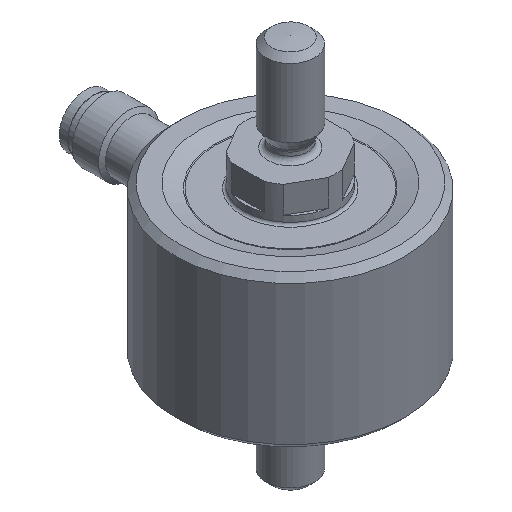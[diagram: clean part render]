
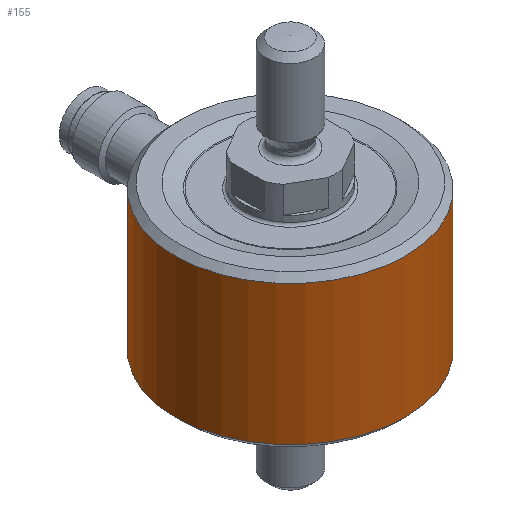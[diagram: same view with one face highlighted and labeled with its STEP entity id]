
A CAD part, isometric view. The second image highlights one B-rep face of the part: STEP entity #155.
In plain terms, the highlighted cylindrical face has radius 9.5 mm (diameter 19 mm), a full revolution.
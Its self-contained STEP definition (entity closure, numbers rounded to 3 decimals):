
#155 = ADVANCED_FACE( '', ( #383, #384, #385 ), #386, .T. );
#383 = FACE_BOUND( '', #711, .T. );
#384 = FACE_OUTER_BOUND( '', #712, .T. );
#385 = FACE_OUTER_BOUND( '', #713, .T. );
#386 = CYLINDRICAL_SURFACE( '', #714, 9.5 );
#711 = EDGE_LOOP( '', ( #1110 ) );
#712 = EDGE_LOOP( '', ( #1111 ) );
#713 = EDGE_LOOP( '', ( #1112 ) );
#714 = AXIS2_PLACEMENT_3D( '', #1113, #1114, #1115 );
#1110 = ORIENTED_EDGE( '', *, *, #1623, .F. );
#1111 = ORIENTED_EDGE( '', *, *, #1624, .T. );
#1112 = ORIENTED_EDGE( '', *, *, #1625, .T. );
#1113 = CARTESIAN_POINT( '', ( 0., 0., 13.5 ) );
#1114 = DIRECTION( '', ( 0., 0., -1. ) );
#1115 = DIRECTION( '', ( -1., 0., 0. ) );
#1623 = EDGE_CURVE( '', #1893, #1893, #1894, .T. );
#1624 = EDGE_CURVE( '', #1895, #1895, #1896, .T. );
#1625 = EDGE_CURVE( '', #1897, #1897, #1898, .F. );
#1893 = VERTEX_POINT( '', #2233 );
#1894 = B_SPLINE_CURVE_WITH_KNOTS( '', 3, ( #2234, #2235, #2236, #2237, #2238, #2239, #2240, #2241, #2242, #2243, #2244, #2245, #2246, #2247, #2248, #2249, #2250, #2251, #2252, #2253, #2254, #2255, #2256, #2257, #2258, #2259, #2260, #2261, #2262, #2263, #2264, #2265, #2266, #2267, #2268, #2269, #2270, #2271, #2272, #2273, #2274, #2275, #2276, #2277, #2278, #2279, #2280, #2281, #2282, #2283, #2284, #2285, #2286, #2287, #2288, #2289 ), .UNSPECIFIED., .T., .F., ( 2, 2, 2, 2, 2, 2, 2, 2, 2, 2, 2, 2, 2, 2, 2, 2, 2, 2, 2, 2, 2, 2, 2, 2, 2, 2, 2, 2, 2, 2 ), ( 0., 0., 0., 0.001, 0.001, 0.002, 0.002, 0.003, 0.003, 0.004, 0.004, 0.005, 0.005, 0.006, 0.006, 0.007, 0.007, 0.008, 0.008, 0.009, 0.009, 0.01, 0.01, 0.011, 0.011, 0.012, 0.012, 0.013, 0.013, 0.014 ), .UNSPECIFIED. );
#1895 = VERTEX_POINT( '', #2290 );
#1896 = CIRCLE( '', #2291, 9.5 );
#1897 = VERTEX_POINT( '', #2292 );
#1898 = CIRCLE( '', #2293, 9.5 );
#2233 = CARTESIAN_POINT( '', ( 0., 9.5, 9.125 ) );
#2234 = CARTESIAN_POINT( '', ( -0.141, 9.5, 9.125 ) );
#2235 = CARTESIAN_POINT( '', ( 0.141, 9.5, 9.125 ) );
#2236 = CARTESIAN_POINT( '', ( 0.279, 9.497, 9.111 ) );
#2237 = CARTESIAN_POINT( '', ( 0.551, 9.485, 9.057 ) );
#2238 = CARTESIAN_POINT( '', ( 0.687, 9.476, 9.016 ) );
#2239 = CARTESIAN_POINT( '', ( 0.944, 9.454, 8.909 ) );
#2240 = CARTESIAN_POINT( '', ( 1.066, 9.441, 8.844 ) );
#2241 = CARTESIAN_POINT( '', ( 1.296, 9.412, 8.689 ) );
#2242 = CARTESIAN_POINT( '', ( 1.405, 9.396, 8.6 ) );
#2243 = CARTESIAN_POINT( '', ( 1.698, 9.349, 8.307 ) );
#2244 = CARTESIAN_POINT( '', ( 1.856, 9.318, 8.071 ) );
#2245 = CARTESIAN_POINT( '', ( 2.015, 9.284, 7.687 ) );
#2246 = CARTESIAN_POINT( '', ( 2.057, 9.275, 7.553 ) );
#2247 = CARTESIAN_POINT( '', ( 2.111, 9.262, 7.279 ) );
#2248 = CARTESIAN_POINT( '', ( 2.125, 9.259, 7.14 ) );
#2249 = CARTESIAN_POINT( '', ( 2.125, 9.259, 6.862 ) );
#2250 = CARTESIAN_POINT( '', ( 2.111, 9.262, 6.721 ) );
#2251 = CARTESIAN_POINT( '', ( 2.057, 9.275, 6.448 ) );
#2252 = CARTESIAN_POINT( '', ( 2.017, 9.284, 6.315 ) );
#2253 = CARTESIAN_POINT( '', ( 1.856, 9.318, 5.929 ) );
#2254 = CARTESIAN_POINT( '', ( 1.7, 9.349, 5.695 ) );
#2255 = CARTESIAN_POINT( '', ( 1.404, 9.396, 5.399 ) );
#2256 = CARTESIAN_POINT( '', ( 1.297, 9.412, 5.311 ) );
#2257 = CARTESIAN_POINT( '', ( 1.068, 9.441, 5.158 ) );
#2258 = CARTESIAN_POINT( '', ( 0.943, 9.454, 5.091 ) );
#2259 = CARTESIAN_POINT( '', ( 0.687, 9.476, 4.984 ) );
#2260 = CARTESIAN_POINT( '', ( 0.554, 9.485, 4.944 ) );
#2261 = CARTESIAN_POINT( '', ( 0.281, 9.497, 4.889 ) );
#2262 = CARTESIAN_POINT( '', ( 0.14, 9.5, 4.875 ) );
#2263 = CARTESIAN_POINT( '', ( -0.277, 9.5, 4.875 ) );
#2264 = CARTESIAN_POINT( '', ( -0.557, 9.487, 4.931 ) );
#2265 = CARTESIAN_POINT( '', ( -0.941, 9.454, 5.09 ) );
#2266 = CARTESIAN_POINT( '', ( -1.066, 9.441, 5.156 ) );
#2267 = CARTESIAN_POINT( '', ( -1.297, 9.412, 5.311 ) );
#2268 = CARTESIAN_POINT( '', ( -1.403, 9.396, 5.398 ) );
#2269 = CARTESIAN_POINT( '', ( -1.599, 9.365, 5.594 ) );
#2270 = CARTESIAN_POINT( '', ( -1.689, 9.349, 5.703 ) );
#2271 = CARTESIAN_POINT( '', ( -1.843, 9.32, 5.933 ) );
#2272 = CARTESIAN_POINT( '', ( -1.908, 9.307, 6.055 ) );
#2273 = CARTESIAN_POINT( '', ( -2.069, 9.273, 6.442 ) );
#2274 = CARTESIAN_POINT( '', ( -2.125, 9.259, 6.718 ) );
#2275 = CARTESIAN_POINT( '', ( -2.125, 9.259, 7.139 ) );
#2276 = CARTESIAN_POINT( '', ( -2.111, 9.262, 7.277 ) );
#2277 = CARTESIAN_POINT( '', ( -2.057, 9.275, 7.55 ) );
#2278 = CARTESIAN_POINT( '', ( -2.016, 9.284, 7.685 ) );
#2279 = CARTESIAN_POINT( '', ( -1.91, 9.306, 7.942 ) );
#2280 = CARTESIAN_POINT( '', ( -1.845, 9.32, 8.064 ) );
#2281 = CARTESIAN_POINT( '', ( -1.69, 9.349, 8.296 ) );
#2282 = CARTESIAN_POINT( '', ( -1.601, 9.365, 8.404 ) );
#2283 = CARTESIAN_POINT( '', ( -1.309, 9.412, 8.697 ) );
#2284 = CARTESIAN_POINT( '', ( -1.072, 9.443, 8.855 ) );
#2285 = CARTESIAN_POINT( '', ( -0.689, 9.476, 9.015 ) );
#2286 = CARTESIAN_POINT( '', ( -0.554, 9.485, 9.056 ) );
#2287 = CARTESIAN_POINT( '', ( -0.28, 9.497, 9.111 ) );
#2288 = CARTESIAN_POINT( '', ( -0.141, 9.5, 9.125 ) );
#2289 = CARTESIAN_POINT( '', ( 0.141, 9.5, 9.125 ) );
#2290 = CARTESIAN_POINT( '', ( 9.5, 0., 10.5 ) );
#2291 = AXIS2_PLACEMENT_3D( '', #2617, #2618, #2619 );
#2292 = CARTESIAN_POINT( '', ( 9.5, 0., -1. ) );
#2293 = AXIS2_PLACEMENT_3D( '', #2620, #2621, #2622 );
#2617 = CARTESIAN_POINT( '', ( 0., 0., 10.5 ) );
#2618 = DIRECTION( '', ( 0., 0., -1. ) );
#2619 = DIRECTION( '', ( 1., 0., 0. ) );
#2620 = CARTESIAN_POINT( '', ( 0., 0., -1. ) );
#2621 = DIRECTION( '', ( 0., 0., -1. ) );
#2622 = DIRECTION( '', ( 1., 0., 0. ) );
